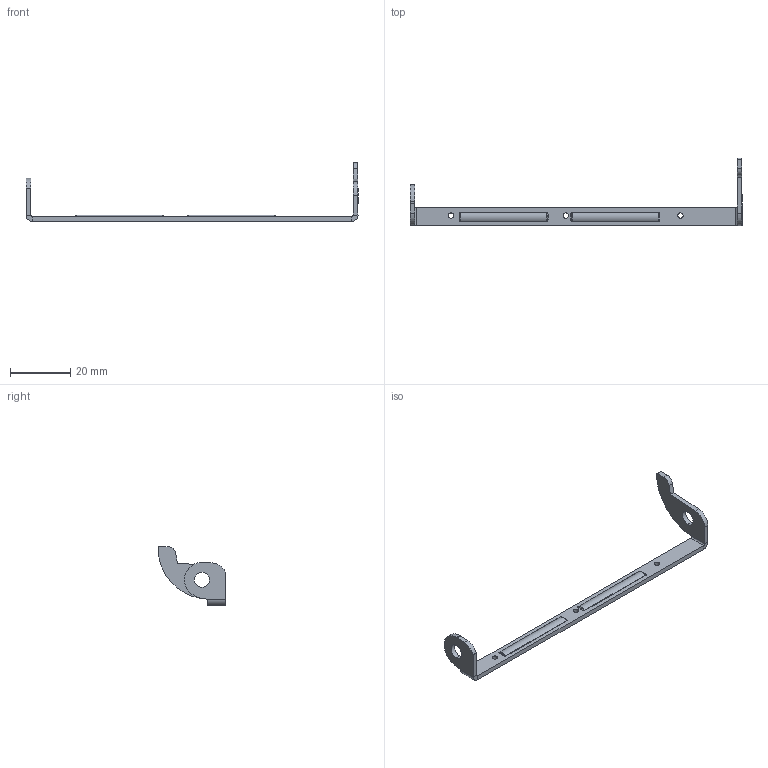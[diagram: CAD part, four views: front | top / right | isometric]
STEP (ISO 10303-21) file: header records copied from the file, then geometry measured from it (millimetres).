
FILE_DESCRIPTION (( 'STEP AP214' ), '1' );
FILE_NAME ('Accumulator - Ratchet Spring Base.STEP', '2025-07-06T08:34:44', ( '' ), ( '' ), 'SwSTEP 2.0', 'SolidWorks 2025', '' );
FILE_SCHEMA (( 'AUTOMOTIVE_DESIGN' ));
Length unit declared in the file: millimetre
Products named in the file (1): Accumulator - Ratchet Spring Base
Bounding box: 110 x 22.4 x 19.5 mm (x, y, z)
Volume: 1611.1 mm3; surface area: 2603.2 mm2
Topology: 1 solids, 1 shells, 76 faces, 178 edges, 108 vertices
Faces by surface type: cylinder 44, plane 20, bspline 8, torus 4
Entity records: 2592 total; most frequent: CARTESIAN_POINT 867, ORIENTED_EDGE 356, DIRECTION 344, EDGE_CURVE 178, AXIS2_PLACEMENT_3D 129, VERTEX_POINT 108, EDGE_LOOP 90, LINE 86
